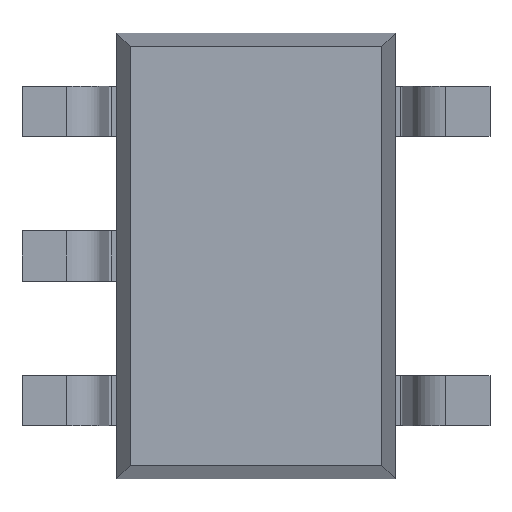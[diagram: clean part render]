
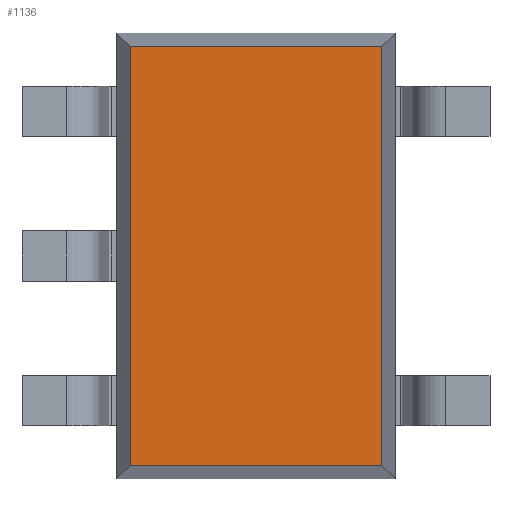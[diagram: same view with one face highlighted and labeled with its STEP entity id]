
A CAD part, front view. The second image highlights one B-rep face of the part: STEP entity #1136.
In plain terms, the highlighted planar face has unit normal (0, -1, 0).
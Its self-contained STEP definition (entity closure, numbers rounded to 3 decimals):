
#13 = AXIS2_PLACEMENT_3D ( 'NONE', #2257, #1564, #945 ) ;
#30 = VECTOR ( 'NONE', #35, 1000. ) ;
#35 = DIRECTION ( 'NONE',  ( 1., 0., 0. ) ) ;
#54 = CARTESIAN_POINT ( 'NONE',  ( 0.565, 0.1, -1. ) ) ;
#71 = EDGE_LOOP ( 'NONE', ( #1176, #2362, #193, #2159 ) ) ;
#88 = CARTESIAN_POINT ( 'NONE',  ( 0.625, 0.1, 0.94 ) ) ;
#154 = CARTESIAN_POINT ( 'NONE',  ( -0.565, 0.1, 1. ) ) ;
#193 = ORIENTED_EDGE ( 'NONE', *, *, #1044, .T. ) ;
#260 = EDGE_CURVE ( 'NONE', #656, #1190, #2180, .T. ) ;
#275 = LINE ( 'NONE', #1461, #30 ) ;
#369 = LINE ( 'NONE', #154, #1797 ) ;
#583 = EDGE_CURVE ( 'NONE', #2120, #656, #275, .T. ) ;
#656 = VERTEX_POINT ( 'NONE', #881 ) ;
#684 = PLANE ( 'NONE',  #13 ) ;
#881 = CARTESIAN_POINT ( 'NONE',  ( 0.565, 0.1, -0.94 ) ) ;
#915 = CARTESIAN_POINT ( 'NONE',  ( -0.565, 0.1, -0.94 ) ) ;
#945 = DIRECTION ( 'NONE',  ( 0., 0., -1. ) ) ;
#981 = CARTESIAN_POINT ( 'NONE',  ( -0.565, 0.1, 0.94 ) ) ;
#1044 = EDGE_CURVE ( 'NONE', #1190, #1148, #1864, .T. ) ;
#1136 = ADVANCED_FACE ( 'NONE', ( #1629 ), #684, .T. ) ;
#1148 = VERTEX_POINT ( 'NONE', #981 ) ;
#1176 = ORIENTED_EDGE ( 'NONE', *, *, #583, .T. ) ;
#1190 = VERTEX_POINT ( 'NONE', #2146 ) ;
#1461 = CARTESIAN_POINT ( 'NONE',  ( -0.625, 0.1, -0.94 ) ) ;
#1564 = DIRECTION ( 'NONE',  ( 0., -1., 0. ) ) ;
#1576 = EDGE_CURVE ( 'NONE', #1148, #2120, #369, .T. ) ;
#1629 = FACE_OUTER_BOUND ( 'NONE', #71, .T. ) ;
#1797 = VECTOR ( 'NONE', #2546, 1000. ) ;
#1864 = LINE ( 'NONE', #88, #2172 ) ;
#2033 = DIRECTION ( 'NONE',  ( -1., 0., 0. ) ) ;
#2120 = VERTEX_POINT ( 'NONE', #915 ) ;
#2146 = CARTESIAN_POINT ( 'NONE',  ( 0.565, 0.1, 0.94 ) ) ;
#2159 = ORIENTED_EDGE ( 'NONE', *, *, #1576, .T. ) ;
#2172 = VECTOR ( 'NONE', #2033, 1000. ) ;
#2180 = LINE ( 'NONE', #54, #2181 ) ;
#2181 = VECTOR ( 'NONE', #2388, 1000. ) ;
#2257 = CARTESIAN_POINT ( 'NONE',  ( 0., 0.1, 0. ) ) ;
#2362 = ORIENTED_EDGE ( 'NONE', *, *, #260, .T. ) ;
#2388 = DIRECTION ( 'NONE',  ( 0., 0., 1. ) ) ;
#2546 = DIRECTION ( 'NONE',  ( 0., 0., -1. ) ) ;
